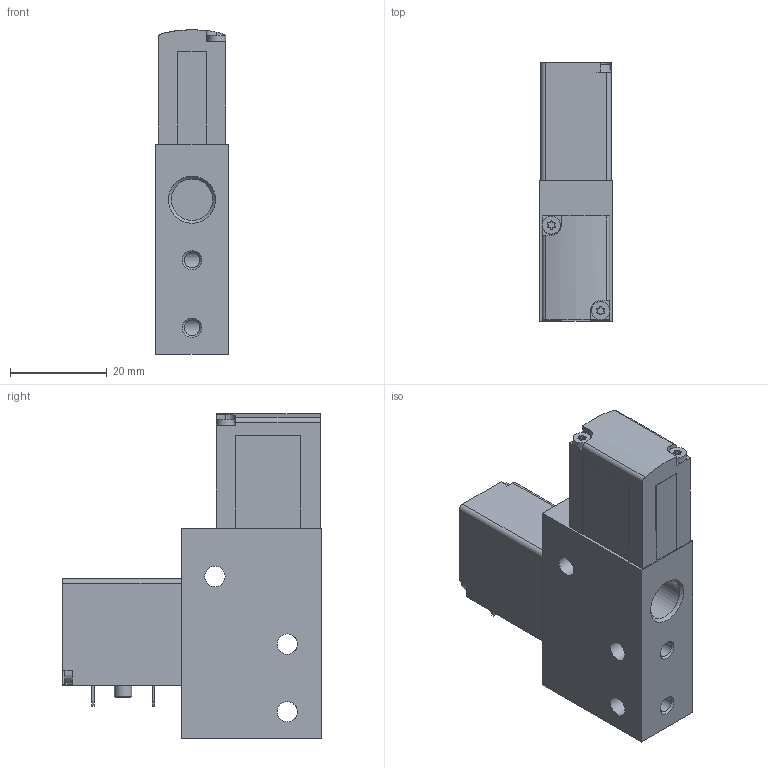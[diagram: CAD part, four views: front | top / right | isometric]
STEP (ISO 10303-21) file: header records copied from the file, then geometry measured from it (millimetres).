
FILE_DESCRIPTION(/* description */ ('STEP AP214'),/* implementation_level */ '2;1');
FILE_NAME(/* name */ '35553_VAD-MYB-1_8',/* time_stamp */ '2024-09-16T06:36:52+02:00',/* author */ ('License CC BY-ND 4.0'),/* organization */ ('CADENAS'),/* preprocessor_version */ 'ST-DEVELOPER v19.3',/* originating_system */ 'PARTsolutions',/* authorisation */ ' ');
FILE_SCHEMA (('AUTOMOTIVE_DESIGN {1 0 10303 214 3 1 1}'));
Length unit declared in the file: millimetre
Products named in the file (1): 35553 VAD-MYB-1/8---(high)
Bounding box: 15 x 53.5 x 67.2 mm (x, y, z)
Volume: 32404.5 mm3; surface area: 9330.6 mm2
Topology: 1 solids, 1 shells, 169 faces, 443 edges, 292 vertices
Faces by surface type: plane 89, cylinder 70, cone 10
Full cylindrical faces by diameter (mm): 0.8 x2, 1.5 x1, 3.242 x2, 3.6 x1, 4.134 x1, 4.2 x3, 8.566 x1
Entity records: 6381 total; most frequent: CARTESIAN_POINT 924, DIRECTION 910, ORIENTED_EDGE 840, EDGE_CURVE 420, AXIS2_PLACEMENT_3D 324, VERTEX_POINT 290, LINE 262, VECTOR 262
